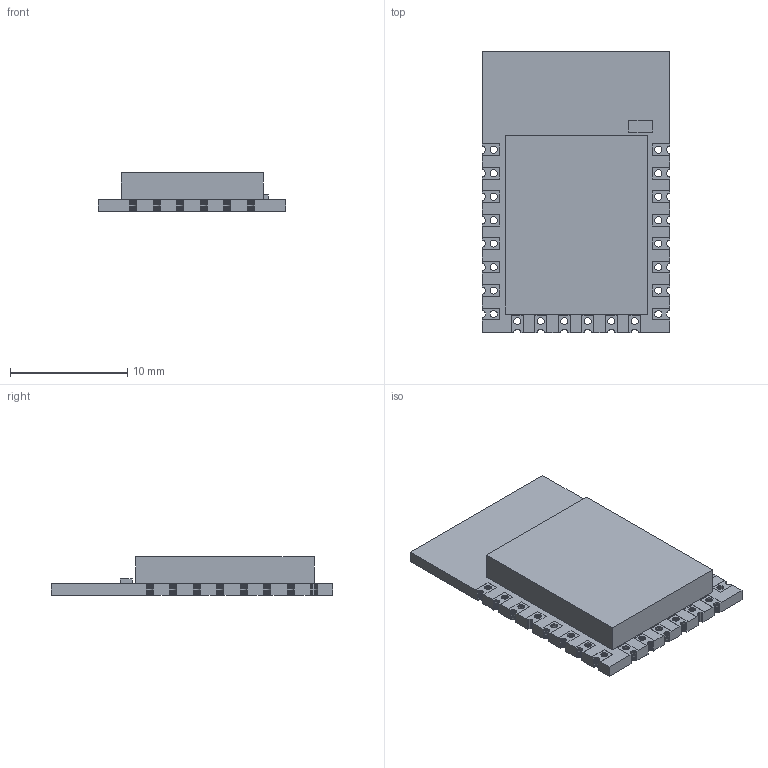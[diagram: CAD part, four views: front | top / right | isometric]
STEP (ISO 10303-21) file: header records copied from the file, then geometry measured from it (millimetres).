
FILE_DESCRIPTION(('FreeCAD Model'),'2;1');
FILE_NAME('ESP-12F.step','2021-02-21T12:26:11',( 'kicad StepUp'),('ksu MCAD'),'Open CASCADE STEP processor 7.5', 'FreeCAD','Unknown');
FILE_SCHEMA(('AUTOMOTIVE_DESIGN { 1 0 10303 214 1 1 1 1 }'));
Length unit declared in the file: millimetre
Products named in the file (1): ESP-12F
Bounding box: 16 x 24 x 3.3 mm (x, y, z)
Volume: 791.6 mm3; surface area: 1378.8 mm2
Topology: 3 solids, 3 shells, 876 faces, 2610 edges, 1740 vertices
Faces by surface type: plane 876
Entity records: 35006 total; most frequent: CARTESIAN_POINT 5227, ORIENTED_EDGE 5220, DIRECTION 4364, EDGE_CURVE 2610, LINE 2610, VECTOR 2610, VERTEX_POINT 1740, FACE_BOUND 920
